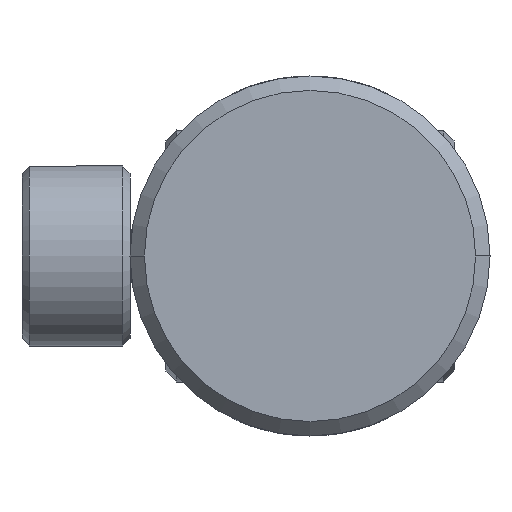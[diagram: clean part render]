
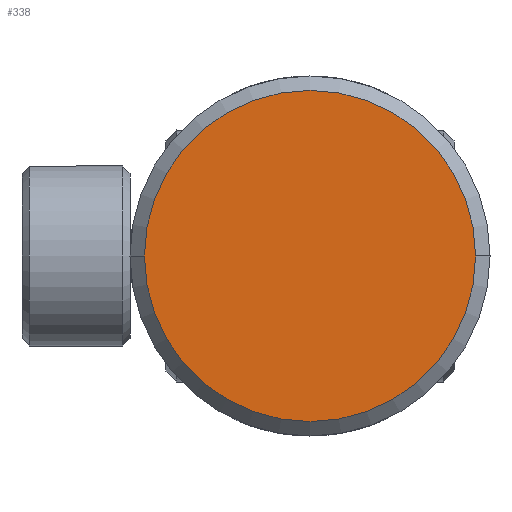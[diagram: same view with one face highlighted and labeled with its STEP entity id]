
A CAD part, left-side view. The second image highlights one B-rep face of the part: STEP entity #338.
In plain terms, the highlighted planar face has unit normal (-1, 0, 0).
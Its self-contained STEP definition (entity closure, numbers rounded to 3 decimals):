
#9 = EDGE_CURVE ( 'NONE', #1551, #2798, #2949, .T. ) ;
#169 = ORIENTED_EDGE ( 'NONE', *, *, #9, .F. ) ;
#338 = ADVANCED_FACE ( 'NONE', ( #2643 ), #814, .T. ) ;
#371 = AXIS2_PLACEMENT_3D ( 'NONE', #1279, #3917, #2587 ) ;
#672 = DIRECTION ( 'NONE',  ( -1., 0., 0. ) ) ;
#814 = PLANE ( 'NONE',  #2230 ) ;
#1279 = CARTESIAN_POINT ( 'NONE',  ( 0., 0., 0. ) ) ;
#1369 = EDGE_CURVE ( 'NONE', #2798, #1551, #2035, .T. ) ;
#1452 = DIRECTION ( 'NONE',  ( 1., 0., 0. ) ) ;
#1546 = AXIS2_PLACEMENT_3D ( 'NONE', #3424, #1452, #3743 ) ;
#1551 = VERTEX_POINT ( 'NONE', #2915 ) ;
#1922 = EDGE_LOOP ( 'NONE', ( #3249, #169 ) ) ;
#2035 = CIRCLE ( 'NONE', #1546, 23. ) ;
#2063 = CARTESIAN_POINT ( 'NONE',  ( 0., 23., 0. ) ) ;
#2230 = AXIS2_PLACEMENT_3D ( 'NONE', #4071, #672, #2275 ) ;
#2275 = DIRECTION ( 'NONE',  ( 0., -1., 0. ) ) ;
#2587 = DIRECTION ( 'NONE',  ( 0., 1., 0. ) ) ;
#2643 = FACE_OUTER_BOUND ( 'NONE', #1922, .T. ) ;
#2798 = VERTEX_POINT ( 'NONE', #2063 ) ;
#2915 = CARTESIAN_POINT ( 'NONE',  ( 0., -23., 0. ) ) ;
#2949 = CIRCLE ( 'NONE', #371, 23. ) ;
#3249 = ORIENTED_EDGE ( 'NONE', *, *, #1369, .F. ) ;
#3424 = CARTESIAN_POINT ( 'NONE',  ( 0., 0., 0. ) ) ;
#3743 = DIRECTION ( 'NONE',  ( 0., 1., 0. ) ) ;
#3917 = DIRECTION ( 'NONE',  ( 1., 0., 0. ) ) ;
#4071 = CARTESIAN_POINT ( 'NONE',  ( 0., 0., 0. ) ) ;
